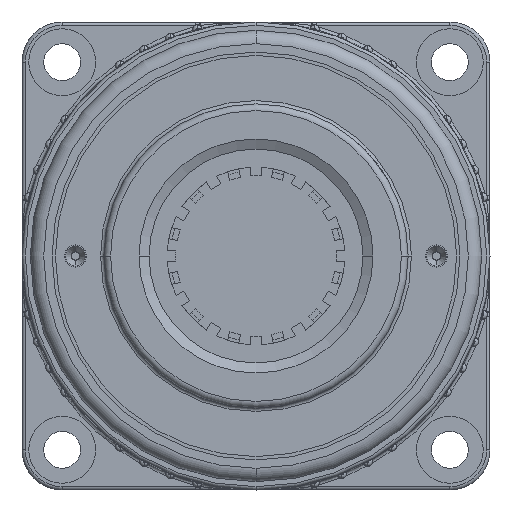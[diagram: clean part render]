
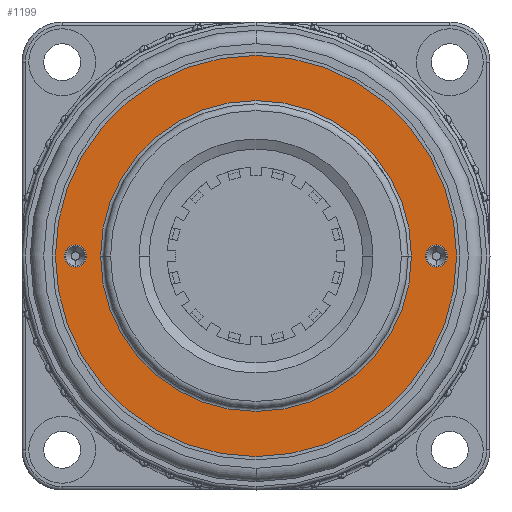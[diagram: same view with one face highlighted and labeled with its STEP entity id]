
A CAD part, left-side view. The second image highlights one B-rep face of the part: STEP entity #1199.
In plain terms, the highlighted face is planar.
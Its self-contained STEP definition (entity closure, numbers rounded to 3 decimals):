
#3 = AXIS2_PLACEMENT_3D ( 'NONE', #2815, #12962, #4293 ) ;
#4 = DIRECTION ( 'NONE',  ( 0., 1., 0. ) ) ;
#644 = ORIENTED_EDGE ( 'NONE', *, *, #4655, .T. ) ;
#1010 = DIRECTION ( 'NONE',  ( 0., 1., 0. ) ) ;
#1040 = CIRCLE ( 'NONE', #12273, 1.65 ) ;
#1080 = VERTEX_POINT ( 'NONE', #13563 ) ;
#1187 = ORIENTED_EDGE ( 'NONE', *, *, #6786, .F. ) ;
#1199 = ADVANCED_FACE ( 'NONE', ( #17123, #16730, #13624, #2100 ), #16680, .T. ) ;
#1728 = ORIENTED_EDGE ( 'NONE', *, *, #9914, .F. ) ;
#1916 = CIRCLE ( 'NONE', #13040, 1.65 ) ;
#2100 = FACE_OUTER_BOUND ( 'NONE', #10077, .T. ) ;
#2429 = DIRECTION ( 'NONE',  ( 0., 1., 0. ) ) ;
#2815 = CARTESIAN_POINT ( 'NONE',  ( 0., 0.8, 0. ) ) ;
#2874 = DIRECTION ( 'NONE',  ( 0., 1., 0. ) ) ;
#2983 = VERTEX_POINT ( 'NONE', #17549 ) ;
#3059 = CARTESIAN_POINT ( 'NONE',  ( 0., 0.8, 0. ) ) ;
#3205 = EDGE_CURVE ( 'NONE', #2983, #1080, #1916, .T. ) ;
#3487 = ORIENTED_EDGE ( 'NONE', *, *, #3852, .T. ) ;
#3852 = EDGE_CURVE ( 'NONE', #10843, #11374, #14683, .T. ) ;
#4293 = DIRECTION ( 'NONE',  ( 0., 0., 1. ) ) ;
#4557 = DIRECTION ( 'NONE',  ( 0., 0., 1. ) ) ;
#4655 = EDGE_CURVE ( 'NONE', #13301, #15598, #6112, .T. ) ;
#4677 = DIRECTION ( 'NONE',  ( 0., 1., 0. ) ) ;
#5241 = CARTESIAN_POINT ( 'NONE',  ( 0., 0.8, -30. ) ) ;
#5943 = CARTESIAN_POINT ( 'NONE',  ( 0., 0.8, -27. ) ) ;
#6112 = CIRCLE ( 'NONE', #10379, 23.25 ) ;
#6140 = DIRECTION ( 'NONE',  ( 0., -1., 0. ) ) ;
#6440 = AXIS2_PLACEMENT_3D ( 'NONE', #8844, #4, #10333 ) ;
#6786 = EDGE_CURVE ( 'NONE', #6997, #16221, #18247, .T. ) ;
#6997 = VERTEX_POINT ( 'NONE', #9436 ) ;
#7435 = DIRECTION ( 'NONE',  ( 0., 0., 1. ) ) ;
#7455 = EDGE_LOOP ( 'NONE', ( #1728, #1187 ) ) ;
#8008 = CIRCLE ( 'NONE', #18286, 30. ) ;
#8385 = CARTESIAN_POINT ( 'NONE',  ( 0., 0.8, 23.25 ) ) ;
#8447 = DIRECTION ( 'NONE',  ( 0., 0., 1. ) ) ;
#8844 = CARTESIAN_POINT ( 'NONE',  ( 0., 0.8, 27. ) ) ;
#8855 = CIRCLE ( 'NONE', #17576, 1.65 ) ;
#9331 = CIRCLE ( 'NONE', #3, 23.25 ) ;
#9436 = CARTESIAN_POINT ( 'NONE',  ( 0., 0.8, 25.35 ) ) ;
#9764 = EDGE_LOOP ( 'NONE', ( #644, #17191 ) ) ;
#9891 = EDGE_CURVE ( 'NONE', #15598, #13301, #9331, .T. ) ;
#9914 = EDGE_CURVE ( 'NONE', #16221, #6997, #8855, .T. ) ;
#9942 = EDGE_CURVE ( 'NONE', #1080, #2983, #1040, .T. ) ;
#9970 = EDGE_CURVE ( 'NONE', #11374, #10843, #8008, .T. ) ;
#10077 = EDGE_LOOP ( 'NONE', ( #16194, #3487 ) ) ;
#10333 = DIRECTION ( 'NONE',  ( 0., 0., 1. ) ) ;
#10379 = AXIS2_PLACEMENT_3D ( 'NONE', #14563, #6140, #15898 ) ;
#10843 = VERTEX_POINT ( 'NONE', #13393 ) ;
#11232 = CARTESIAN_POINT ( 'NONE',  ( 0., 0.8, 0. ) ) ;
#11374 = VERTEX_POINT ( 'NONE', #5241 ) ;
#11655 = CARTESIAN_POINT ( 'NONE',  ( 0., 0.8, 27. ) ) ;
#11723 = AXIS2_PLACEMENT_3D ( 'NONE', #11232, #2429, #12606 ) ;
#12273 = AXIS2_PLACEMENT_3D ( 'NONE', #5943, #15716, #7435 ) ;
#12606 = DIRECTION ( 'NONE',  ( 0., 0., 1. ) ) ;
#12962 = DIRECTION ( 'NONE',  ( 0., -1., 0. ) ) ;
#13010 = DIRECTION ( 'NONE',  ( 0., 0., 1. ) ) ;
#13040 = AXIS2_PLACEMENT_3D ( 'NONE', #13280, #4677, #14614 ) ;
#13179 = DIRECTION ( 'NONE',  ( 0., 1., 0. ) ) ;
#13280 = CARTESIAN_POINT ( 'NONE',  ( 0., 0.8, -27. ) ) ;
#13301 = VERTEX_POINT ( 'NONE', #8385 ) ;
#13347 = EDGE_LOOP ( 'NONE', ( #13495, #15307 ) ) ;
#13393 = CARTESIAN_POINT ( 'NONE',  ( 0., 0.8, 30. ) ) ;
#13495 = ORIENTED_EDGE ( 'NONE', *, *, #9942, .F. ) ;
#13563 = CARTESIAN_POINT ( 'NONE',  ( 0., 0.8, -25.35 ) ) ;
#13624 = FACE_BOUND ( 'NONE', #13347, .T. ) ;
#14563 = CARTESIAN_POINT ( 'NONE',  ( 0., 0.8, 0. ) ) ;
#14570 = CARTESIAN_POINT ( 'NONE',  ( 0., 0.8, -23.25 ) ) ;
#14614 = DIRECTION ( 'NONE',  ( 0., 0., 1. ) ) ;
#14683 = CIRCLE ( 'NONE', #11723, 30. ) ;
#15307 = ORIENTED_EDGE ( 'NONE', *, *, #3205, .F. ) ;
#15335 = CARTESIAN_POINT ( 'NONE',  ( 0., 0.8, 0. ) ) ;
#15434 = CARTESIAN_POINT ( 'NONE',  ( 0., 0.8, 28.65 ) ) ;
#15598 = VERTEX_POINT ( 'NONE', #14570 ) ;
#15716 = DIRECTION ( 'NONE',  ( 0., 1., 0. ) ) ;
#15898 = DIRECTION ( 'NONE',  ( 0., 0., 1. ) ) ;
#16194 = ORIENTED_EDGE ( 'NONE', *, *, #9970, .T. ) ;
#16221 = VERTEX_POINT ( 'NONE', #15434 ) ;
#16446 = AXIS2_PLACEMENT_3D ( 'NONE', #15335, #1010, #8447 ) ;
#16680 = PLANE ( 'NONE',  #16446 ) ;
#16730 = FACE_BOUND ( 'NONE', #7455, .T. ) ;
#17123 = FACE_BOUND ( 'NONE', #9764, .T. ) ;
#17191 = ORIENTED_EDGE ( 'NONE', *, *, #9891, .T. ) ;
#17549 = CARTESIAN_POINT ( 'NONE',  ( 0., 0.8, -28.65 ) ) ;
#17576 = AXIS2_PLACEMENT_3D ( 'NONE', #11655, #2874, #13010 ) ;
#18247 = CIRCLE ( 'NONE', #6440, 1.65 ) ;
#18286 = AXIS2_PLACEMENT_3D ( 'NONE', #3059, #13179, #4557 ) ;
